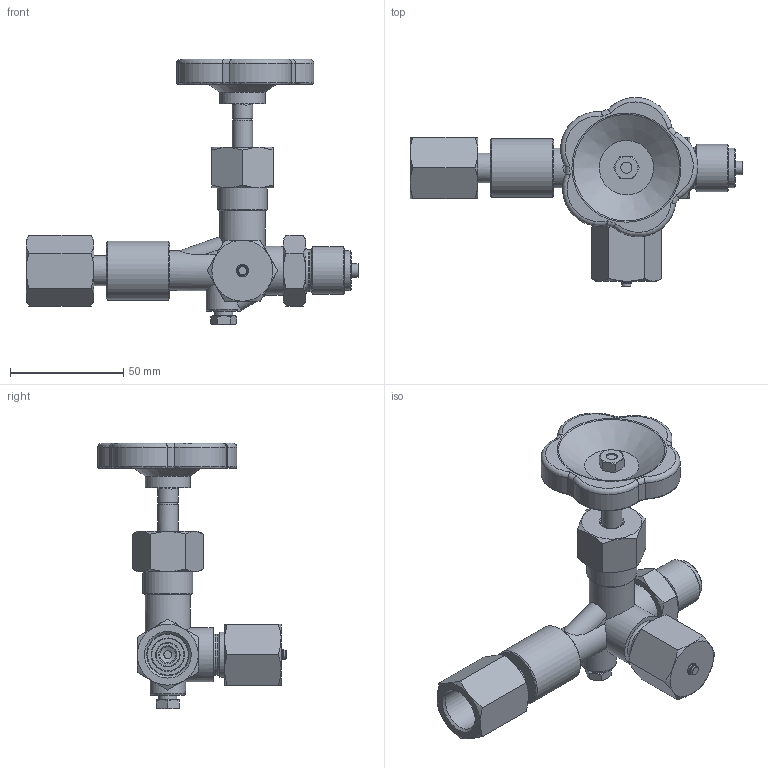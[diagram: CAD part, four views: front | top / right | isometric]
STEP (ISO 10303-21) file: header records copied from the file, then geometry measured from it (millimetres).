
FILE_DESCRIPTION( ( 'Unknown' ), '1' );
FILE_NAME( '10070B043.stp', 'Unknown', ( 'Peter Nanko' ), ( 'Armaturen Arndt' ), 'PSStep 14.0', 'Solid Edge ST4', ' ' );
FILE_SCHEMA( ( 'AUTOMOTIVE_DESIGN { 1 0 10303 214 1 1 1 1 }' ) );
Length unit declared in the file: millimetre
Products named in the file (1): 1
Bounding box: 146.5 x 83.26 x 117.23 mm (x, y, z)
Volume: 127588.1 mm3; surface area: 35455.5 mm2
Topology: 1 solids, 6 shells, 240 faces, 543 edges, 343 vertices
Faces by surface type: plane 105, cylinder 63, torus 37, cone 35
Full cylindrical faces by diameter (mm): 3.5 x1, 3.75 x1, 4 x4, 4.917 x1, 6 x1, 6.917 x1, 7 x1, 8 x1, 9 x2, 13.157 x1, 13.5 x1, 17.5 x3, 18 x2, 18.376 x1, 18.4 x1, 18.631 x2, 20 x3, 20.955 x2, 21.2 x1, 21.5 x1, 22 x1, 24 x1, 26 x1, 44 x1
Entity records: 9250 total; most frequent: CARTESIAN_POINT 2582, DIRECTION 964, ORIENTED_EDGE 860, EDGE_CURVE 430, AXIS2_PLACEMENT_3D 424, EDGE_LOOP 352, VERTEX_POINT 310, FACE_OUTER_BOUND 285
